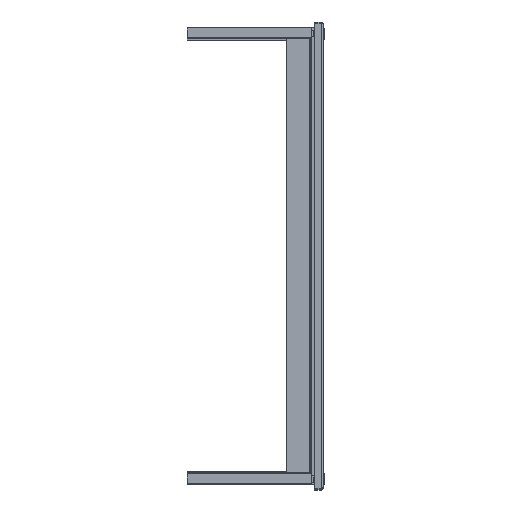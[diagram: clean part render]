
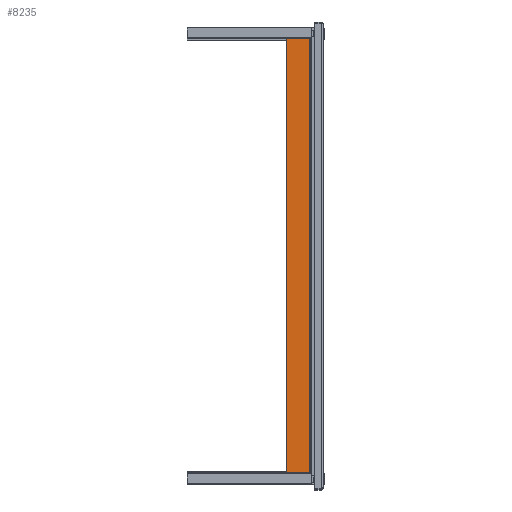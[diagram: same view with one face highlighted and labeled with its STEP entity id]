
A CAD part, top view. The second image highlights one B-rep face of the part: STEP entity #8235.
In plain terms, the highlighted face is planar.
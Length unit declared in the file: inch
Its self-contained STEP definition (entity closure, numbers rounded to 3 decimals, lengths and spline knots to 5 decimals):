
#127 = ORIENTED_EDGE ( 'NONE', *, *, #29007, .T. ) ;
#414 = CARTESIAN_POINT ( 'NONE',  ( -12.137, -6.193, 15.844 ) ) ;
#555 = CARTESIAN_POINT ( 'NONE',  ( -12.137, -6.599, -15.844 ) ) ;
#1147 = CARTESIAN_POINT ( 'NONE',  ( -12.137, -6.193, 16.5 ) ) ;
#1153 = EDGE_CURVE ( 'NONE', #5748, #1170, #25631, .T. ) ;
#1170 = VERTEX_POINT ( 'NONE', #20363 ) ;
#2309 = VECTOR ( 'NONE', #22325, 39.37008 ) ;
#2560 = CARTESIAN_POINT ( 'NONE',  ( -12.137, -7.537, -16.156 ) ) ;
#2848 = LINE ( 'NONE', #19406, #7619 ) ;
#3932 = ORIENTED_EDGE ( 'NONE', *, *, #20742, .T. ) ;
#4059 = DIRECTION ( 'NONE',  ( 0., -1., 0. ) ) ;
#4846 = EDGE_LOOP ( 'NONE', ( #32679, #16257, #127, #3932 ) ) ;
#4978 = DIRECTION ( 'NONE',  ( 1., 0., 0. ) ) ;
#5623 = VERTEX_POINT ( 'NONE', #10289 ) ;
#5694 = DIRECTION ( 'NONE',  ( 1., 0., 0. ) ) ;
#5748 = VERTEX_POINT ( 'NONE', #25580 ) ;
#5794 = ORIENTED_EDGE ( 'NONE', *, *, #32535, .T. ) ;
#6552 = AXIS2_PLACEMENT_3D ( 'NONE', #30173, #4978, #14985 ) ;
#7567 = FACE_OUTER_BOUND ( 'NONE', #15705, .T. ) ;
#7619 = VECTOR ( 'NONE', #28989, 39.37008 ) ;
#7952 = FACE_BOUND ( 'NONE', #28407, .T. ) ;
#8161 = CARTESIAN_POINT ( 'NONE',  ( -12.137, -7.537, 16.156 ) ) ;
#8235 = ADVANCED_FACE ( 'NONE', ( #7567, #7952, #13905 ), #14360, .T. ) ;
#8538 = EDGE_CURVE ( 'NONE', #30142, #8910, #21394, .T. ) ;
#8910 = VERTEX_POINT ( 'NONE', #25377 ) ;
#8948 = VERTEX_POINT ( 'NONE', #2560 ) ;
#9000 = LINE ( 'NONE', #9324, #2309 ) ;
#9306 = EDGE_CURVE ( 'NONE', #1170, #26029, #11175, .T. ) ;
#9324 = CARTESIAN_POINT ( 'NONE',  ( -12.137, -6.193, -16.5 ) ) ;
#9931 = DIRECTION ( 'NONE',  ( 1., 0., 0. ) ) ;
#10147 = CARTESIAN_POINT ( 'NONE',  ( -12.137, -7.835, -16.5 ) ) ;
#10289 = CARTESIAN_POINT ( 'NONE',  ( -12.137, -7.537, -15.844 ) ) ;
#10565 = AXIS2_PLACEMENT_3D ( 'NONE', #30131, #9931, #30458 ) ;
#10629 = LINE ( 'NONE', #10147, #24494 ) ;
#10819 = DIRECTION ( 'NONE',  ( 0., 0., 1. ) ) ;
#11175 = LINE ( 'NONE', #11595, #12355 ) ;
#11595 = CARTESIAN_POINT ( 'NONE',  ( -12.137, -6.193, 16.156 ) ) ;
#11795 = CARTESIAN_POINT ( 'NONE',  ( -12.137, -6.193, -15.844 ) ) ;
#12231 = EDGE_CURVE ( 'NONE', #24233, #30142, #10629, .T. ) ;
#12247 = EDGE_CURVE ( 'NONE', #5623, #8948, #30076, .T. ) ;
#12355 = VECTOR ( 'NONE', #14170, 39.37008 ) ;
#12854 = LINE ( 'NONE', #30145, #19273 ) ;
#13094 = EDGE_CURVE ( 'NONE', #22705, #14718, #19881, .T. ) ;
#13573 = ORIENTED_EDGE ( 'NONE', *, *, #12231, .T. ) ;
#13905 = FACE_BOUND ( 'NONE', #4846, .T. ) ;
#14170 = DIRECTION ( 'NONE',  ( 0., -1., 0. ) ) ;
#14360 = PLANE ( 'NONE',  #15866 ) ;
#14718 = VERTEX_POINT ( 'NONE', #555 ) ;
#14985 = DIRECTION ( 'NONE',  ( 0., 0., 1. ) ) ;
#15147 = CARTESIAN_POINT ( 'NONE',  ( -12.137, -7.537, 16. ) ) ;
#15705 = EDGE_LOOP ( 'NONE', ( #5794, #13573, #23899, #31043 ) ) ;
#15839 = CIRCLE ( 'NONE', #22305, 0.156 ) ;
#15866 = AXIS2_PLACEMENT_3D ( 'NONE', #32234, #32340, #29988 ) ;
#16257 = ORIENTED_EDGE ( 'NONE', *, *, #9306, .T. ) ;
#16324 = DIRECTION ( 'NONE',  ( 0., 1., 0. ) ) ;
#16810 = EDGE_CURVE ( 'NONE', #8910, #21661, #12854, .T. ) ;
#17018 = ORIENTED_EDGE ( 'NONE', *, *, #18606, .T. ) ;
#17222 = CARTESIAN_POINT ( 'NONE',  ( -12.137, -6.599, -16.156 ) ) ;
#17497 = DIRECTION ( 'NONE',  ( 1., 0., 0. ) ) ;
#17692 = CARTESIAN_POINT ( 'NONE',  ( -12.137, -7.835, -16.5 ) ) ;
#18531 = CARTESIAN_POINT ( 'NONE',  ( -12.137, -6.599, -16. ) ) ;
#18606 = EDGE_CURVE ( 'NONE', #8948, #22705, #2848, .T. ) ;
#19273 = VECTOR ( 'NONE', #32620, 39.37008 ) ;
#19406 = CARTESIAN_POINT ( 'NONE',  ( -12.137, -6.193, -16.156 ) ) ;
#19881 = CIRCLE ( 'NONE', #27550, 0.156 ) ;
#20106 = CARTESIAN_POINT ( 'NONE',  ( -12.137, -6.193, -16.5 ) ) ;
#20363 = CARTESIAN_POINT ( 'NONE',  ( -12.137, -6.599, 16.156 ) ) ;
#20742 = EDGE_CURVE ( 'NONE', #30286, #5748, #31559, .T. ) ;
#21323 = ORIENTED_EDGE ( 'NONE', *, *, #12247, .T. ) ;
#21394 = LINE ( 'NONE', #1147, #23765 ) ;
#21661 = VERTEX_POINT ( 'NONE', #20106 ) ;
#22150 = CARTESIAN_POINT ( 'NONE',  ( -12.137, -7.537, 15.844 ) ) ;
#22305 = AXIS2_PLACEMENT_3D ( 'NONE', #15147, #17497, #27313 ) ;
#22325 = DIRECTION ( 'NONE',  ( 0., -1., 0. ) ) ;
#22705 = VERTEX_POINT ( 'NONE', #17222 ) ;
#23765 = VECTOR ( 'NONE', #16324, 39.37008 ) ;
#23815 = VECTOR ( 'NONE', #4059, 39.37008 ) ;
#23899 = ORIENTED_EDGE ( 'NONE', *, *, #8538, .T. ) ;
#24233 = VERTEX_POINT ( 'NONE', #17692 ) ;
#24339 = ORIENTED_EDGE ( 'NONE', *, *, #28945, .T. ) ;
#24494 = VECTOR ( 'NONE', #32839, 39.37008 ) ;
#25377 = CARTESIAN_POINT ( 'NONE',  ( -12.137, -6.193, 16.5 ) ) ;
#25580 = CARTESIAN_POINT ( 'NONE',  ( -12.137, -6.599, 15.844 ) ) ;
#25631 = CIRCLE ( 'NONE', #6552, 0.156 ) ;
#26029 = VERTEX_POINT ( 'NONE', #8161 ) ;
#26092 = VECTOR ( 'NONE', #28197, 39.37008 ) ;
#26545 = LINE ( 'NONE', #11795, #23815 ) ;
#27313 = DIRECTION ( 'NONE',  ( 0., 0., 1. ) ) ;
#27550 = AXIS2_PLACEMENT_3D ( 'NONE', #18531, #5694, #10819 ) ;
#28197 = DIRECTION ( 'NONE',  ( 0., 1., 0. ) ) ;
#28407 = EDGE_LOOP ( 'NONE', ( #17018, #31484, #24339, #21323 ) ) ;
#28945 = EDGE_CURVE ( 'NONE', #14718, #5623, #26545, .T. ) ;
#28989 = DIRECTION ( 'NONE',  ( 0., 1., 0. ) ) ;
#29007 = EDGE_CURVE ( 'NONE', #26029, #30286, #15839, .T. ) ;
#29988 = DIRECTION ( 'NONE',  ( 0., 0., -1. ) ) ;
#30076 = CIRCLE ( 'NONE', #10565, 0.156 ) ;
#30131 = CARTESIAN_POINT ( 'NONE',  ( -12.137, -7.537, -16. ) ) ;
#30142 = VERTEX_POINT ( 'NONE', #31705 ) ;
#30145 = CARTESIAN_POINT ( 'NONE',  ( -12.137, -6.193, -16.5 ) ) ;
#30173 = CARTESIAN_POINT ( 'NONE',  ( -12.137, -6.599, 16. ) ) ;
#30286 = VERTEX_POINT ( 'NONE', #22150 ) ;
#30458 = DIRECTION ( 'NONE',  ( 0., 0., 1. ) ) ;
#31043 = ORIENTED_EDGE ( 'NONE', *, *, #16810, .T. ) ;
#31484 = ORIENTED_EDGE ( 'NONE', *, *, #13094, .T. ) ;
#31559 = LINE ( 'NONE', #414, #26092 ) ;
#31705 = CARTESIAN_POINT ( 'NONE',  ( -12.137, -7.835, 16.5 ) ) ;
#32234 = CARTESIAN_POINT ( 'NONE',  ( -12.137, -6.193, -16.5 ) ) ;
#32340 = DIRECTION ( 'NONE',  ( -1., 0., 0. ) ) ;
#32535 = EDGE_CURVE ( 'NONE', #21661, #24233, #9000, .T. ) ;
#32620 = DIRECTION ( 'NONE',  ( 0., 0., -1. ) ) ;
#32679 = ORIENTED_EDGE ( 'NONE', *, *, #1153, .T. ) ;
#32839 = DIRECTION ( 'NONE',  ( 0., 0., 1. ) ) ;
